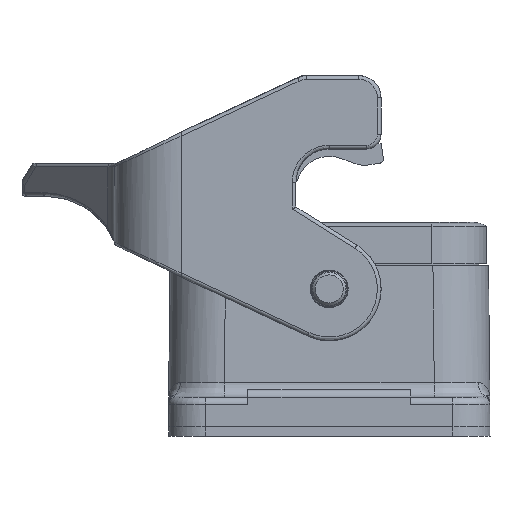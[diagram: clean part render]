
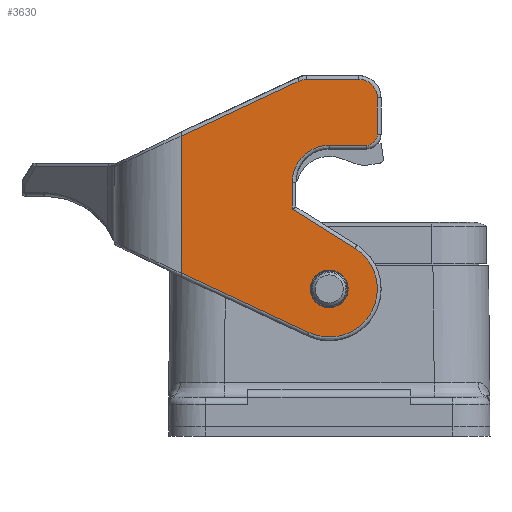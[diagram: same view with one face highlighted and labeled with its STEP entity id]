
A CAD part, left-side view. The second image highlights one B-rep face of the part: STEP entity #3630.
In plain terms, the highlighted planar face has unit normal (-1, 0, 0).
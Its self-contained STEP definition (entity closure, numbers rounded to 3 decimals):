
#2950=FACE_BOUND('',#5174,.T.);
#2951=FACE_BOUND('',#5175,.T.);
#3630=ADVANCED_FACE('',(#2950,#2951),#4014,.T.);
#4014=PLANE('',#17285);
#5174=EDGE_LOOP('',(#7714));
#5175=EDGE_LOOP('',(#7715,#7716,#7717,#7718,#7719,#7720,#7721,#7722,#7723,
#7724,#7725,#7726,#7727));
#7714=ORIENTED_EDGE('',*,*,#9998,.T.);
#7715=ORIENTED_EDGE('',*,*,#10635,.T.);
#7716=ORIENTED_EDGE('',*,*,#10636,.T.);
#7717=ORIENTED_EDGE('',*,*,#10637,.T.);
#7718=ORIENTED_EDGE('',*,*,#10638,.T.);
#7719=ORIENTED_EDGE('',*,*,#10639,.T.);
#7720=ORIENTED_EDGE('',*,*,#10640,.T.);
#7721=ORIENTED_EDGE('',*,*,#10641,.T.);
#7722=ORIENTED_EDGE('',*,*,#10642,.T.);
#7723=ORIENTED_EDGE('',*,*,#10643,.T.);
#7724=ORIENTED_EDGE('',*,*,#10644,.T.);
#7725=ORIENTED_EDGE('',*,*,#10634,.T.);
#7726=ORIENTED_EDGE('',*,*,#10620,.T.);
#7727=ORIENTED_EDGE('',*,*,#10645,.T.);
#8790=VERTEX_POINT('',#24503);
#9204=VERTEX_POINT('',#26301);
#9206=VERTEX_POINT('',#26305);
#9215=VERTEX_POINT('',#26365);
#9216=VERTEX_POINT('',#26369);
#9217=VERTEX_POINT('',#26370);
#9218=VERTEX_POINT('',#26372);
#9219=VERTEX_POINT('',#26374);
#9220=VERTEX_POINT('',#26376);
#9221=VERTEX_POINT('',#26378);
#9222=VERTEX_POINT('',#26380);
#9223=VERTEX_POINT('',#26382);
#9224=VERTEX_POINT('',#26384);
#9225=VERTEX_POINT('',#26386);
#9998=EDGE_CURVE('',#8790,#8790,#11548,.T.);
#10620=EDGE_CURVE('',#9204,#9206,#11608,.T.);
#10634=EDGE_CURVE('',#9215,#9204,#13781,.T.);
#10635=EDGE_CURVE('',#9216,#9217,#13782,.T.);
#10636=EDGE_CURVE('',#9217,#9218,#11610,.T.);
#10637=EDGE_CURVE('',#9218,#9219,#13783,.T.);
#10638=EDGE_CURVE('',#9219,#9220,#11611,.T.);
#10639=EDGE_CURVE('',#9220,#9221,#13784,.T.);
#10640=EDGE_CURVE('',#9221,#9222,#11612,.T.);
#10641=EDGE_CURVE('',#9222,#9223,#13785,.T.);
#10642=EDGE_CURVE('',#9223,#9224,#11613,.T.);
#10643=EDGE_CURVE('',#9224,#9225,#13786,.T.);
#10644=EDGE_CURVE('',#9225,#9215,#13787,.T.);
#10645=EDGE_CURVE('',#9206,#9216,#13788,.T.);
#11548=CIRCLE('',#16939,2.55);
#11608=CIRCLE('',#17275,6.5);
#11610=CIRCLE('',#17281,5.);
#11611=CIRCLE('',#17282,1.5);
#11612=CIRCLE('',#17283,2.5);
#11613=CIRCLE('',#17284,2.5);
#13781=LINE('',#26366,#14842);
#13782=LINE('',#26368,#14843);
#13783=LINE('',#26373,#14844);
#13784=LINE('',#26377,#14845);
#13785=LINE('',#26381,#14846);
#13786=LINE('',#26385,#14847);
#13787=LINE('',#26387,#14848);
#13788=LINE('',#26388,#14849);
#14842=VECTOR('',#20090,1.);
#14843=VECTOR('',#20093,1.);
#14844=VECTOR('',#20096,1.);
#14845=VECTOR('',#20099,1.);
#14846=VECTOR('',#20102,1.);
#14847=VECTOR('',#20105,1.);
#14848=VECTOR('',#20106,1.);
#14849=VECTOR('',#20107,1.);
#16939=AXIS2_PLACEMENT_3D('',#24502,#18938,#18939);
#17275=AXIS2_PLACEMENT_3D('',#26306,#20069,#20070);
#17281=AXIS2_PLACEMENT_3D('',#26371,#20094,#20095);
#17282=AXIS2_PLACEMENT_3D('',#26375,#20097,#20098);
#17283=AXIS2_PLACEMENT_3D('',#26379,#20100,#20101);
#17284=AXIS2_PLACEMENT_3D('',#26383,#20103,#20104);
#17285=AXIS2_PLACEMENT_3D('',#26389,#20108,#20109);
#18938=DIRECTION('',(1.,0.,0.));
#18939=DIRECTION('',(0.,-1.,0.));
#20069=DIRECTION('',(-1.,0.,0.));
#20070=DIRECTION('',(0.,0.423,-0.906));
#20090=DIRECTION('',(0.,-0.906,-0.423));
#20093=DIRECTION('',(0.,0.,1.));
#20094=DIRECTION('',(1.,0.,0.));
#20095=DIRECTION('',(0.,1.,0.));
#20096=DIRECTION('',(0.,-1.,0.));
#20097=DIRECTION('',(-1.,0.,0.));
#20098=DIRECTION('',(0.,0.,-1.));
#20099=DIRECTION('',(0.,0.,1.));
#20100=DIRECTION('',(-1.,0.,0.));
#20101=DIRECTION('',(0.,-1.,0.));
#20102=DIRECTION('',(0.,1.,0.));
#20103=DIRECTION('',(-1.,0.,0.));
#20104=DIRECTION('',(0.,0.,1.));
#20105=DIRECTION('',(0.,0.906,-0.423));
#20106=DIRECTION('',(0.,0.,-1.));
#20107=DIRECTION('',(0.,0.848,0.53));
#20108=DIRECTION('',(-1.,0.,0.));
#20109=DIRECTION('',(0.,0.,1.));
#24502=CARTESIAN_POINT('',(-67.7,0.,2.55));
#24503=CARTESIAN_POINT('',(-67.7,-2.55,2.55));
#26301=CARTESIAN_POINT('',(-67.7,2.747,-3.341));
#26305=CARTESIAN_POINT('',(-67.7,-3.444,8.062));
#26306=CARTESIAN_POINT('',(-67.7,0.,2.55));
#26365=CARTESIAN_POINT('',(-67.7,20.,4.704));
#26366=CARTESIAN_POINT('',(-67.7,20.,4.704));
#26368=CARTESIAN_POINT('',(-67.7,5.,13.339));
#26369=CARTESIAN_POINT('',(-67.7,5.,13.339));
#26370=CARTESIAN_POINT('',(-67.7,5.,16.95));
#26371=CARTESIAN_POINT('',(-67.7,0.,16.95));
#26372=CARTESIAN_POINT('',(-67.7,0.,21.95));
#26373=CARTESIAN_POINT('',(-67.7,0.,21.95));
#26374=CARTESIAN_POINT('',(-67.7,-5.,21.95));
#26375=CARTESIAN_POINT('',(-67.7,-5.,23.45));
#26376=CARTESIAN_POINT('',(-67.7,-6.5,23.45));
#26377=CARTESIAN_POINT('',(-67.7,-6.5,23.45));
#26378=CARTESIAN_POINT('',(-67.7,-6.5,28.35));
#26379=CARTESIAN_POINT('',(-67.7,-4.,28.35));
#26380=CARTESIAN_POINT('',(-67.7,-4.,30.85));
#26381=CARTESIAN_POINT('',(-67.7,-4.,30.85));
#26382=CARTESIAN_POINT('',(-67.7,3.03,30.85));
#26383=CARTESIAN_POINT('',(-67.7,3.03,28.35));
#26384=CARTESIAN_POINT('',(-67.7,4.086,30.616));
#26385=CARTESIAN_POINT('',(-67.7,4.086,30.616));
#26386=CARTESIAN_POINT('',(-67.7,20.,23.195));
#26387=CARTESIAN_POINT('',(-67.7,20.,23.195));
#26388=CARTESIAN_POINT('',(-67.7,-3.444,8.062));
#26389=CARTESIAN_POINT('',(-67.7,-7.9,-5.345));
